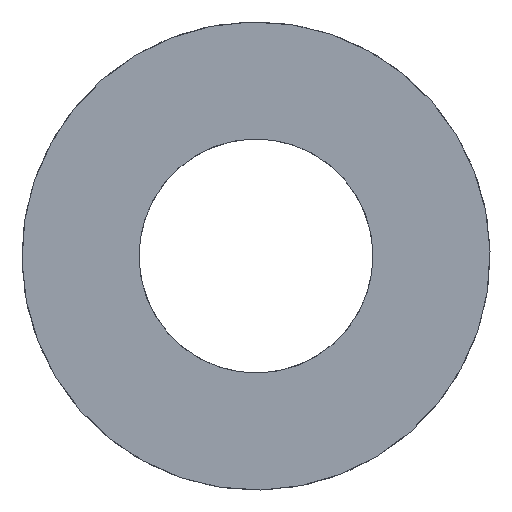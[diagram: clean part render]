
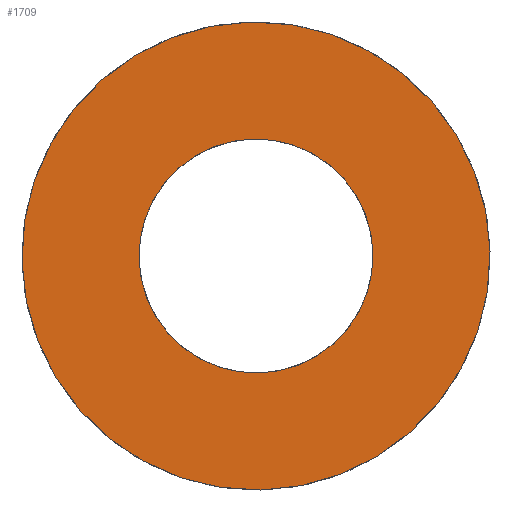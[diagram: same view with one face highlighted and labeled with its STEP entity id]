
A CAD part, front view. The second image highlights one B-rep face of the part: STEP entity #1709.
In plain terms, the highlighted face is planar.
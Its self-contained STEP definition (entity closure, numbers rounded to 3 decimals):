
#37 = ORIENTED_EDGE ( 'NONE', *, *, #84, .T. ) ;
#84 = EDGE_CURVE ( 'NONE', #1384, #466, #1452, .T. ) ;
#86 = DIRECTION ( 'NONE',  ( 0., 0., 1. ) ) ;
#87 = AXIS2_PLACEMENT_3D ( 'NONE', #212, #1295, #86 ) ;
#212 = CARTESIAN_POINT ( 'NONE',  ( 0., 1.4, 0. ) ) ;
#215 = EDGE_CURVE ( 'NONE', #466, #1384, #1084, .T. ) ;
#220 = DIRECTION ( 'NONE',  ( 0., 1., 0. ) ) ;
#222 = CARTESIAN_POINT ( 'NONE',  ( 0., 1.4, 5. ) ) ;
#292 = CARTESIAN_POINT ( 'NONE',  ( 0., 1.4, -2.5 ) ) ;
#375 = FACE_BOUND ( 'NONE', #1215, .T. ) ;
#420 = DIRECTION ( 'NONE',  ( 0., 1., 0. ) ) ;
#466 = VERTEX_POINT ( 'NONE', #611 ) ;
#488 = CIRCLE ( 'NONE', #1346, 2.5 ) ;
#531 = DIRECTION ( 'NONE',  ( 0., 1., 0. ) ) ;
#611 = CARTESIAN_POINT ( 'NONE',  ( 0., 1.4, -5. ) ) ;
#658 = CIRCLE ( 'NONE', #1655, 2.5 ) ;
#755 = CARTESIAN_POINT ( 'NONE',  ( 0., 1.4, 0. ) ) ;
#826 = ORIENTED_EDGE ( 'NONE', *, *, #1423, .F. ) ;
#888 = ORIENTED_EDGE ( 'NONE', *, *, #215, .T. ) ;
#965 = CARTESIAN_POINT ( 'NONE',  ( 0., 1.4, 2.5 ) ) ;
#995 = AXIS2_PLACEMENT_3D ( 'NONE', #1330, #1606, #1612 ) ;
#1038 = DIRECTION ( 'NONE',  ( 0., 0., 1. ) ) ;
#1084 = CIRCLE ( 'NONE', #995, 5. ) ;
#1085 = PLANE ( 'NONE',  #1572 ) ;
#1097 = DIRECTION ( 'NONE',  ( 0., 0., 1. ) ) ;
#1124 = EDGE_LOOP ( 'NONE', ( #888, #37 ) ) ;
#1215 = EDGE_LOOP ( 'NONE', ( #826, #1514 ) ) ;
#1295 = DIRECTION ( 'NONE',  ( 0., 1., 0. ) ) ;
#1330 = CARTESIAN_POINT ( 'NONE',  ( 0., 1.4, 0. ) ) ;
#1346 = AXIS2_PLACEMENT_3D ( 'NONE', #755, #220, #1038 ) ;
#1384 = VERTEX_POINT ( 'NONE', #222 ) ;
#1416 = VERTEX_POINT ( 'NONE', #292 ) ;
#1423 = EDGE_CURVE ( 'NONE', #1416, #1471, #658, .T. ) ;
#1452 = CIRCLE ( 'NONE', #87, 5. ) ;
#1470 = FACE_OUTER_BOUND ( 'NONE', #1124, .T. ) ;
#1471 = VERTEX_POINT ( 'NONE', #965 ) ;
#1514 = ORIENTED_EDGE ( 'NONE', *, *, #1583, .F. ) ;
#1572 = AXIS2_PLACEMENT_3D ( 'NONE', #1623, #531, #1097 ) ;
#1583 = EDGE_CURVE ( 'NONE', #1471, #1416, #488, .T. ) ;
#1606 = DIRECTION ( 'NONE',  ( 0., 1., 0. ) ) ;
#1612 = DIRECTION ( 'NONE',  ( 0., 0., 1. ) ) ;
#1623 = CARTESIAN_POINT ( 'NONE',  ( 0., 1.4, 0. ) ) ;
#1643 = CARTESIAN_POINT ( 'NONE',  ( 0., 1.4, 0. ) ) ;
#1655 = AXIS2_PLACEMENT_3D ( 'NONE', #1643, #420, #1674 ) ;
#1674 = DIRECTION ( 'NONE',  ( 0., 0., 1. ) ) ;
#1709 = ADVANCED_FACE ( 'NONE', ( #1470, #375 ), #1085, .T. ) ;
